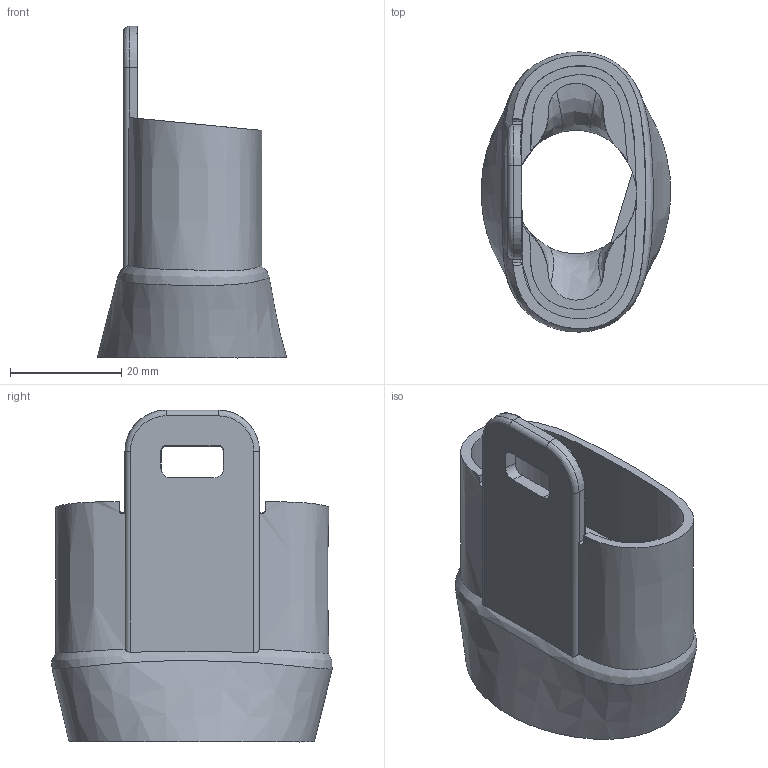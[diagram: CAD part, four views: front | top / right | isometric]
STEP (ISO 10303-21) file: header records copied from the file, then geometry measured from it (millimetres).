
FILE_DESCRIPTION(/* description */ (''),/* implementation_level */ '2;1');
FILE_NAME(/* name */ 'Canadian_glen_protective.stp',/* time_stamp */ '2020-04-11T00:22:46-04:00',/* author */ (''),/* organization */ (''),/* preprocessor_version */ 'ST-DEVELOPER v15.2',/* originating_system */ 'Autodesk Translator Framework v2.0.0.5431',/* authorisation */ '');
FILE_SCHEMA (('AUTOMOTIVE_DESIGN { 1 0 10303 214 3 1 1 }'));
Length unit declared in the file: centimetre
Products named in the file (1): Canadian_glen_protective2
Bounding box: 34.04 x 50.36 x 59.7 mm (x, y, z)
Volume: 19347.3 mm3; surface area: 11782.7 mm2
Topology: 2 solids, 3 shells, 104 faces, 312 edges, 209 vertices
Faces by surface type: plane 45, bspline 34, cylinder 24, torus 1
Entity records: 5913 total; most frequent: CARTESIAN_POINT 3435, ORIENTED_EDGE 615, DIRECTION 372, EDGE_CURVE 307, VERTEX_POINT 207, B_SPLINE_CURVE_WITH_KNOTS 158, AXIS2_PLACEMENT_3D 152, EDGE_LOOP 108
